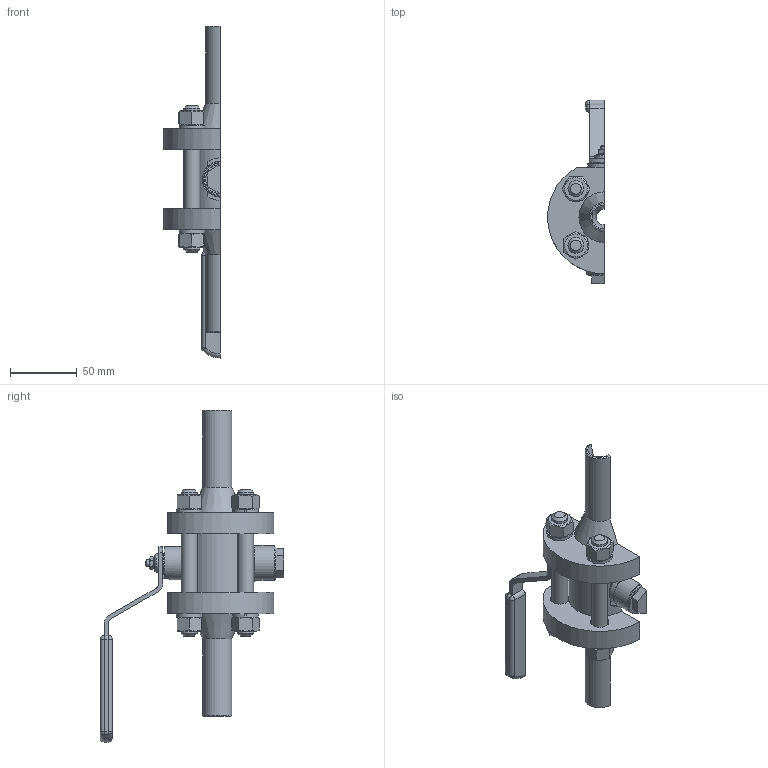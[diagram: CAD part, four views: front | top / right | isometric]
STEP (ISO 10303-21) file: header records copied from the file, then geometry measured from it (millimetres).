
FILE_DESCRIPTION(('STEP AP214'), '1');
FILE_NAME('栖闉罻', '', ('UNSPECIFIED'), ('UNSPECIFIED'), 'ASCON STEP Converter 1.6', 'ASCON Math Kernel', '');
FILE_SCHEMA(('AUTOMOTIVE_DESIGN { 1 0 10303 214 3 1 1}'));
Length unit declared in the file: millimetre
Products named in the file (39): 埡39.320.015.010; 埡39.320.015.011; 埡39.410.015.202; 埡39.410.015.015; 埡39.410.015.005; 埡39.410.015.013; 埡39.010.015.003; 埡39.010.015.002; ﾔﾁﾑ94.008.02.007; ﾔﾁﾑ94.034.02.005; 埡39 230 015 061; 埡39.410.015.014; 埡39.210.015.002; 埡39.320.015.001; 埡39.320.015.002
Assembly tree (52 placements, depth 3):
  (unnamed)
    埡39.320.015.010
      埡39.320.015.011
      (unnamed)
      (unnamed)
    (unnamed)
    埡39.410.015.202
    (unnamed)
    埡39.410.015.015
    (unnamed)
    埡39.410.015.015
    (unnamed)
    (unnamed)
    埡39.410.015.005
    埡39.410.015.013
    (unnamed)
    埡39.010.015.003
    埡39.010.015.002
    ﾔﾁﾑ94.008.02.007
    (unnamed)
    ﾔﾁﾑ94.034.02.005
    (unnamed)
      埡39 230 015 061
      (unnamed)
    埡39.410.015.014
    (unnamed)
    (unnamed)
    埡39.210.015.002
    埡39.210.015.002
    埡39.320.015.001
    (unnamed)
    埡39.320.015.001
    (unnamed)
    埡39.320.015.002  x2
    (unnamed)  x4
    (unnamed)  x4
    埡39.320.015.002  x2
    (unnamed)  x4
    (unnamed)  x4
Bounding box: 42.37 x 138 x 249.3 mm (x, y, z)
Volume: 188424.7 mm3; surface area: 81505.7 mm2
Topology: 51 solids, 51 shells, 508 faces, 1200 edges, 801 vertices
Faces by surface type: plane 280, cylinder 134, cone 67, bspline 14, torus 8, sphere 5
Full cylindrical faces by diameter (mm): 10.106 x4, 12 x2, 14 x4
Entity records: 38073 total; most frequent: CARTESIAN_POINT 21483, DIRECTION 2270, ORIENTED_EDGE 2062, EDGE_CURVE 1031, AXIS2_PLACEMENT_3D 826, VERTEX_POINT 695, LINE 618, VECTOR 618
